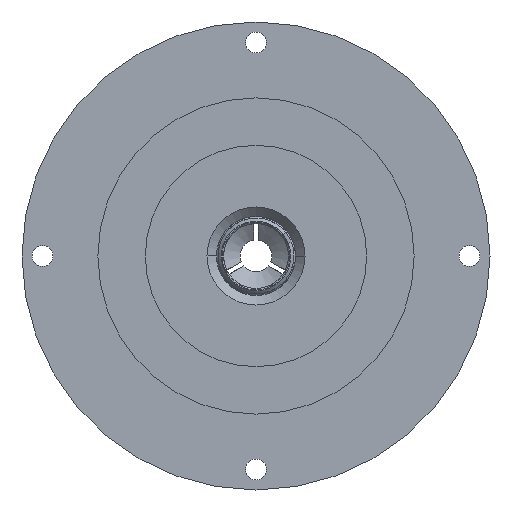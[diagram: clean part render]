
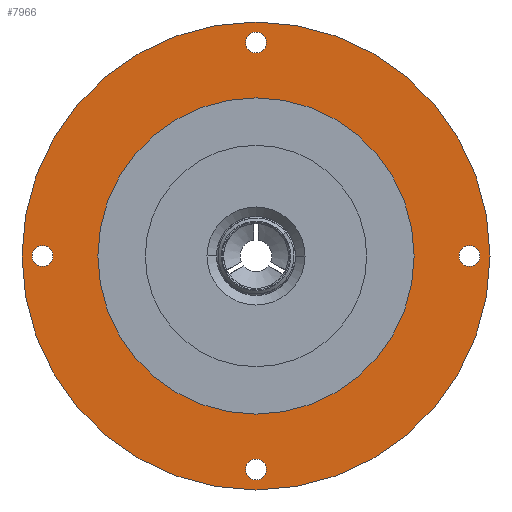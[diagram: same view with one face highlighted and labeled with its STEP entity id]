
A CAD part, left-side view. The second image highlights one B-rep face of the part: STEP entity #7966.
In plain terms, the highlighted planar face has unit normal (-1, 0, 0).
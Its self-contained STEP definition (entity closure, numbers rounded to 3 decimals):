
#307 = EDGE_CURVE ( 'NONE', #23085, #26796, #9115, .T. ) ;
#468 = AXIS2_PLACEMENT_3D ( 'NONE', #1270, #9958, #18777 ) ;
#1270 = CARTESIAN_POINT ( 'NONE',  ( -85.624, 90.723, 0. ) ) ;
#1557 = EDGE_CURVE ( 'NONE', #23366, #17087, #8163, .T. ) ;
#1655 = CIRCLE ( 'NONE', #13542, 3.3 ) ;
#1954 = EDGE_LOOP ( 'NONE', ( #19394, #5947 ) ) ;
#2616 = DIRECTION ( 'NONE',  ( 0., 0., -1. ) ) ;
#2785 = EDGE_CURVE ( 'NONE', #23281, #25715, #1655, .T. ) ;
#2935 = FACE_BOUND ( 'NONE', #26124, .T. ) ;
#3186 = DIRECTION ( 'NONE',  ( -1., 0., 0. ) ) ;
#3394 = DIRECTION ( 'NONE',  ( 1., 0., 0. ) ) ;
#3655 = CARTESIAN_POINT ( 'NONE',  ( -85.624, 23.223, 0. ) ) ;
#4304 = DIRECTION ( 'NONE',  ( 1., 0., 0. ) ) ;
#4634 = FACE_BOUND ( 'NONE', #13123, .T. ) ;
#4919 = FACE_BOUND ( 'NONE', #8708, .T. ) ;
#5947 = ORIENTED_EDGE ( 'NONE', *, *, #15008, .T. ) ;
#5948 = DIRECTION ( 'NONE',  ( 0., 0., 1. ) ) ;
#5991 = ORIENTED_EDGE ( 'NONE', *, *, #9963, .T. ) ;
#5994 = EDGE_LOOP ( 'NONE', ( #12369, #24535 ) ) ;
#6041 = CIRCLE ( 'NONE', #26226, 3.3 ) ;
#6789 = AXIS2_PLACEMENT_3D ( 'NONE', #15218, #22126, #2616 ) ;
#6872 = CARTESIAN_POINT ( 'NONE',  ( -85.624, 23.223, 67.5 ) ) ;
#6878 = ORIENTED_EDGE ( 'NONE', *, *, #24499, .T. ) ;
#7606 = EDGE_CURVE ( 'NONE', #13823, #13181, #10714, .T. ) ;
#7966 = ADVANCED_FACE ( 'NONE', ( #22318, #26890, #4919, #2935, #4634, #15827 ), #13395, .F. ) ;
#8000 = CARTESIAN_POINT ( 'NONE',  ( -85.624, 23.223, -70.8 ) ) ;
#8143 = CARTESIAN_POINT ( 'NONE',  ( -85.624, 23.223, 64.2 ) ) ;
#8163 = CIRCLE ( 'NONE', #24244, 3.3 ) ;
#8252 = CARTESIAN_POINT ( 'NONE',  ( -85.624, 23.223, 0. ) ) ;
#8608 = ORIENTED_EDGE ( 'NONE', *, *, #14731, .T. ) ;
#8708 = EDGE_LOOP ( 'NONE', ( #14822, #17027 ) ) ;
#8912 = DIRECTION ( 'NONE',  ( 1., 0., 0. ) ) ;
#9115 = CIRCLE ( 'NONE', #468, 3.3 ) ;
#9299 = DIRECTION ( 'NONE',  ( 0., 0., 1. ) ) ;
#9734 = AXIS2_PLACEMENT_3D ( 'NONE', #3655, #21174, #5948 ) ;
#9958 = DIRECTION ( 'NONE',  ( 1., 0., 0. ) ) ;
#9963 = EDGE_CURVE ( 'NONE', #24964, #14848, #13996, .T. ) ;
#10570 = EDGE_CURVE ( 'NONE', #26701, #16218, #12158, .T. ) ;
#10714 = CIRCLE ( 'NONE', #12098, 3.3 ) ;
#10775 = EDGE_CURVE ( 'NONE', #25715, #23281, #13576, .T. ) ;
#10834 = DIRECTION ( 'NONE',  ( 0., 0., 1. ) ) ;
#10971 = DIRECTION ( 'NONE',  ( -1., 0., 0. ) ) ;
#11367 = CARTESIAN_POINT ( 'NONE',  ( -85.624, 73.223, 0. ) ) ;
#11445 = CARTESIAN_POINT ( 'NONE',  ( -85.624, 23.223, -64.2 ) ) ;
#12052 = CIRCLE ( 'NONE', #9734, 74. ) ;
#12098 = AXIS2_PLACEMENT_3D ( 'NONE', #19514, #25977, #28121 ) ;
#12158 = CIRCLE ( 'NONE', #18167, 50. ) ;
#12369 = ORIENTED_EDGE ( 'NONE', *, *, #13103, .F. ) ;
#12410 = DIRECTION ( 'NONE',  ( 0., 0., -1. ) ) ;
#13103 = EDGE_CURVE ( 'NONE', #16218, #26701, #17293, .T. ) ;
#13123 = EDGE_LOOP ( 'NONE', ( #27359, #6878 ) ) ;
#13170 = AXIS2_PLACEMENT_3D ( 'NONE', #25946, #21504, #23496 ) ;
#13181 = VERTEX_POINT ( 'NONE', #18661 ) ;
#13395 = PLANE ( 'NONE',  #17640 ) ;
#13542 = AXIS2_PLACEMENT_3D ( 'NONE', #26576, #4304, #26848 ) ;
#13576 = CIRCLE ( 'NONE', #17710, 3.3 ) ;
#13675 = DIRECTION ( 'NONE',  ( 1., 0., 0. ) ) ;
#13823 = VERTEX_POINT ( 'NONE', #14695 ) ;
#13996 = CIRCLE ( 'NONE', #16766, 74. ) ;
#14695 = CARTESIAN_POINT ( 'NONE',  ( -85.624, -44.277, 3.3 ) ) ;
#14731 = EDGE_CURVE ( 'NONE', #13181, #13823, #25573, .T. ) ;
#14822 = ORIENTED_EDGE ( 'NONE', *, *, #2785, .T. ) ;
#14848 = VERTEX_POINT ( 'NONE', #19486 ) ;
#15008 = EDGE_CURVE ( 'NONE', #26796, #23085, #21457, .T. ) ;
#15119 = CARTESIAN_POINT ( 'NONE',  ( -85.624, 23.223, -67.5 ) ) ;
#15218 = CARTESIAN_POINT ( 'NONE',  ( -85.624, 90.723, 0. ) ) ;
#15565 = ORIENTED_EDGE ( 'NONE', *, *, #26893, .T. ) ;
#15688 = CARTESIAN_POINT ( 'NONE',  ( -85.624, 23.223, 70.8 ) ) ;
#15827 = FACE_OUTER_BOUND ( 'NONE', #23957, .T. ) ;
#15930 = DIRECTION ( 'NONE',  ( -1., 0., 0. ) ) ;
#16218 = VERTEX_POINT ( 'NONE', #18648 ) ;
#16574 = CARTESIAN_POINT ( 'NONE',  ( -85.624, 90.723, 3.3 ) ) ;
#16766 = AXIS2_PLACEMENT_3D ( 'NONE', #25145, #3186, #24584 ) ;
#17027 = ORIENTED_EDGE ( 'NONE', *, *, #10775, .T. ) ;
#17087 = VERTEX_POINT ( 'NONE', #15688 ) ;
#17293 = CIRCLE ( 'NONE', #19148, 50. ) ;
#17640 = AXIS2_PLACEMENT_3D ( 'NONE', #11367, #13675, #18151 ) ;
#17710 = AXIS2_PLACEMENT_3D ( 'NONE', #15119, #8912, #17723 ) ;
#17723 = DIRECTION ( 'NONE',  ( 0., 0., -1. ) ) ;
#18052 = CARTESIAN_POINT ( 'NONE',  ( -85.624, 23.223, -50. ) ) ;
#18151 = DIRECTION ( 'NONE',  ( 0., 1., 0. ) ) ;
#18167 = AXIS2_PLACEMENT_3D ( 'NONE', #8252, #10971, #10834 ) ;
#18648 = CARTESIAN_POINT ( 'NONE',  ( -85.624, 23.223, 50. ) ) ;
#18661 = CARTESIAN_POINT ( 'NONE',  ( -85.624, -44.277, -3.3 ) ) ;
#18777 = DIRECTION ( 'NONE',  ( 0., 0., -1. ) ) ;
#19148 = AXIS2_PLACEMENT_3D ( 'NONE', #22428, #15930, #9299 ) ;
#19394 = ORIENTED_EDGE ( 'NONE', *, *, #307, .T. ) ;
#19486 = CARTESIAN_POINT ( 'NONE',  ( -85.624, 23.223, 74. ) ) ;
#19514 = CARTESIAN_POINT ( 'NONE',  ( -85.624, -44.277, 0. ) ) ;
#21174 = DIRECTION ( 'NONE',  ( -1., 0., 0. ) ) ;
#21457 = CIRCLE ( 'NONE', #6789, 3.3 ) ;
#21504 = DIRECTION ( 'NONE',  ( 1., 0., 0. ) ) ;
#22126 = DIRECTION ( 'NONE',  ( 1., 0., 0. ) ) ;
#22318 = FACE_BOUND ( 'NONE', #5994, .T. ) ;
#22428 = CARTESIAN_POINT ( 'NONE',  ( -85.624, 23.223, 0. ) ) ;
#22834 = CARTESIAN_POINT ( 'NONE',  ( -85.624, 90.723, -3.3 ) ) ;
#23085 = VERTEX_POINT ( 'NONE', #22834 ) ;
#23281 = VERTEX_POINT ( 'NONE', #8000 ) ;
#23348 = CARTESIAN_POINT ( 'NONE',  ( -85.624, 23.223, 67.5 ) ) ;
#23366 = VERTEX_POINT ( 'NONE', #8143 ) ;
#23496 = DIRECTION ( 'NONE',  ( 0., 0., -1. ) ) ;
#23957 = EDGE_LOOP ( 'NONE', ( #15565, #5991 ) ) ;
#24244 = AXIS2_PLACEMENT_3D ( 'NONE', #23348, #3394, #12410 ) ;
#24499 = EDGE_CURVE ( 'NONE', #17087, #23366, #6041, .T. ) ;
#24535 = ORIENTED_EDGE ( 'NONE', *, *, #10570, .F. ) ;
#24584 = DIRECTION ( 'NONE',  ( 0., 0., 1. ) ) ;
#24685 = DIRECTION ( 'NONE',  ( 1., 0., 0. ) ) ;
#24964 = VERTEX_POINT ( 'NONE', #26802 ) ;
#25145 = CARTESIAN_POINT ( 'NONE',  ( -85.624, 23.223, 0. ) ) ;
#25573 = CIRCLE ( 'NONE', #13170, 3.3 ) ;
#25715 = VERTEX_POINT ( 'NONE', #11445 ) ;
#25946 = CARTESIAN_POINT ( 'NONE',  ( -85.624, -44.277, 0. ) ) ;
#25977 = DIRECTION ( 'NONE',  ( 1., 0., 0. ) ) ;
#26070 = ORIENTED_EDGE ( 'NONE', *, *, #7606, .T. ) ;
#26124 = EDGE_LOOP ( 'NONE', ( #8608, #26070 ) ) ;
#26226 = AXIS2_PLACEMENT_3D ( 'NONE', #6872, #24685, #26700 ) ;
#26576 = CARTESIAN_POINT ( 'NONE',  ( -85.624, 23.223, -67.5 ) ) ;
#26700 = DIRECTION ( 'NONE',  ( 0., 0., -1. ) ) ;
#26701 = VERTEX_POINT ( 'NONE', #18052 ) ;
#26796 = VERTEX_POINT ( 'NONE', #16574 ) ;
#26802 = CARTESIAN_POINT ( 'NONE',  ( -85.624, 23.223, -74. ) ) ;
#26848 = DIRECTION ( 'NONE',  ( 0., 0., -1. ) ) ;
#26890 = FACE_BOUND ( 'NONE', #1954, .T. ) ;
#26893 = EDGE_CURVE ( 'NONE', #14848, #24964, #12052, .T. ) ;
#27359 = ORIENTED_EDGE ( 'NONE', *, *, #1557, .T. ) ;
#28121 = DIRECTION ( 'NONE',  ( 0., 0., -1. ) ) ;
